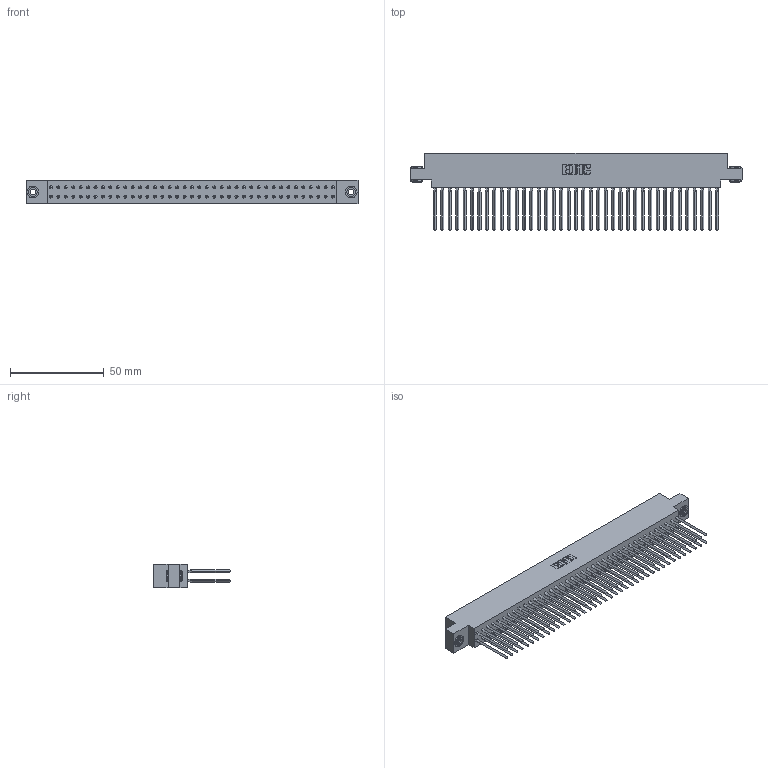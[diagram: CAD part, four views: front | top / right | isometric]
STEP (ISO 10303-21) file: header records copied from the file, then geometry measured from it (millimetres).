
FILE_DESCRIPTION (( 'STEP AP203' ), '1' );
FILE_NAME ('317-078-543-803.STEP', '2020-02-28T08:57:48', ( '' ), ( '' ), 'SwSTEP 2.0', 'SolidWorks 2016', '' );
FILE_SCHEMA (( 'CONFIG_CONTROL_DESIGN' ));
Length unit declared in the file: inch
Products named in the file (4): 317-290-001_543; 317-078-543-803; 317 Part_.156 Dia - TH; 345-250-002_345-250-002-102
Assembly tree (81 placements, depth 2):
  317-078-543-803
    317 Part_.156 Dia - TH
    317-290-001_543  x78
    345-250-002_345-250-002-102  x2
Bounding box: 177.24 x 41.15 x 12.7 mm (x, y, z)
Volume: 30052.7 mm3; surface area: 45685.9 mm2
Topology: 81 solids, 81 shells, 7082 faces, 19617 edges, 12632 vertices
Faces by surface type: plane 5762, cylinder 1000, bspline 312, cone 8
Entity records: 57443 total; most frequent: CARTESIAN_POINT 10406, ORIENTED_EDGE 9898, DIRECTION 8297, EDGE_CURVE 4949, LINE 4669, VECTOR 4669, VERTEX_POINT 3291, AXIS2_PLACEMENT_3D 1814
